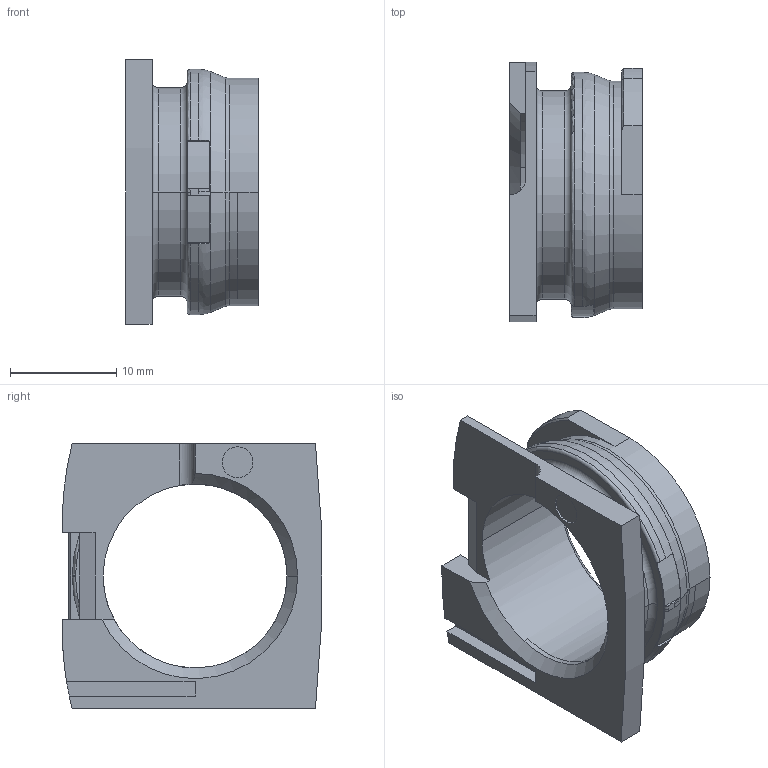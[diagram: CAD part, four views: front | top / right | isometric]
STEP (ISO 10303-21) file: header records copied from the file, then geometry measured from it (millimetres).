
FILE_DESCRIPTION(('STEP AP242'),'1');
FILE_NAME('switch_zcdeg11.stp','2020-03-19T13:00:46',('TraceParts'),('TraceParts S.A.'),'Spatial InterOp 3D',' ',' ');
FILE_SCHEMA(('AP242_MANAGED_MODEL_BASED_3D_ENGINEERING_MIM_LF {1 0 10303 442 1 1 4}'));
Length unit declared in the file: millimetre
Products named in the file (1): switch_zcdeg11
Bounding box: 12.48 x 24.43 x 24.9 mm (x, y, z)
Volume: 1989 mm3; surface area: 2473.8 mm2
Topology: 1 solids, 1 shells, 78 faces, 201 edges, 127 vertices
Faces by surface type: plane 27, cylinder 23, torus 18, cone 10
Entity records: 2450 total; most frequent: DIRECTION 460, CARTESIAN_POINT 449, ORIENTED_EDGE 402, EDGE_CURVE 201, AXIS2_PLACEMENT_3D 189, VERTEX_POINT 127, CIRCLE 110, EDGE_LOOP 82
